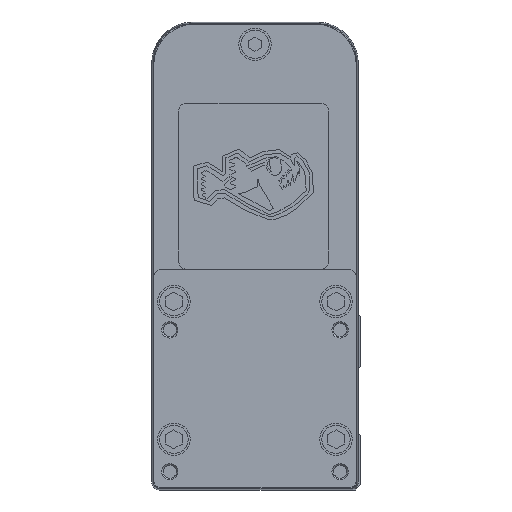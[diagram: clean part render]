
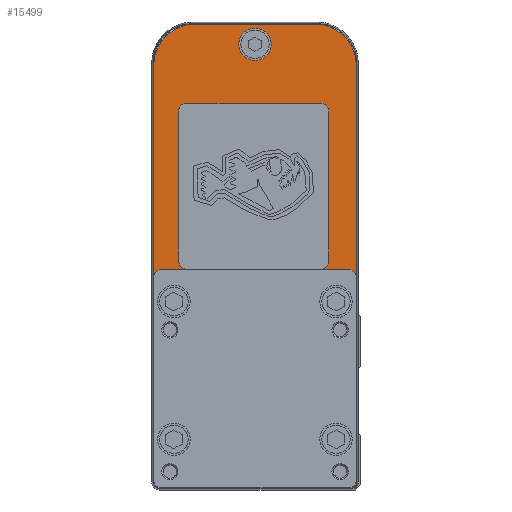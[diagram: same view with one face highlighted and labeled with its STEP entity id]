
A CAD part, left-side view. The second image highlights one B-rep face of the part: STEP entity #15499.
In plain terms, the highlighted planar face has unit normal (-1, 0, 0).
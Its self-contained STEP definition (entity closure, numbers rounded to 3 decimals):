
#444 = LINE ( 'NONE', #12046, #10164 ) ;
#466 = DIRECTION ( 'NONE',  ( 0., 0., -1. ) ) ;
#640 = CIRCLE ( 'NONE', #24989, 4. ) ;
#652 = ORIENTED_EDGE ( 'NONE', *, *, #11662, .F. ) ;
#1081 = AXIS2_PLACEMENT_3D ( 'NONE', #5581, #11641, #21981 ) ;
#1167 = AXIS2_PLACEMENT_3D ( 'NONE', #18471, #9750, #466 ) ;
#1399 = ORIENTED_EDGE ( 'NONE', *, *, #11012, .F. ) ;
#3122 = CARTESIAN_POINT ( 'NONE',  ( -45., -64.5, 0. ) ) ;
#3131 = CARTESIAN_POINT ( 'NONE',  ( -45., -9., -23. ) ) ;
#3504 = CARTESIAN_POINT ( 'NONE',  ( -45., -64.5, 4. ) ) ;
#3669 = LINE ( 'NONE', #13433, #6445 ) ;
#3883 = ORIENTED_EDGE ( 'NONE', *, *, #11162, .F. ) ;
#3903 = CARTESIAN_POINT ( 'NONE',  ( -45., -9., -23. ) ) ;
#4300 = EDGE_LOOP ( 'NONE', ( #8966, #652 ) ) ;
#4308 = EDGE_LOOP ( 'NONE', ( #16153, #22367, #25237, #22860, #1399, #6660, #17859, #3883 ) ) ;
#4644 = VERTEX_POINT ( 'NONE', #13490 ) ;
#4894 = VERTEX_POINT ( 'NONE', #3131 ) ;
#5581 = CARTESIAN_POINT ( 'NONE',  ( -45., -7., 23. ) ) ;
#5655 = CARTESIAN_POINT ( 'NONE',  ( -45., -7., 25. ) ) ;
#5721 = CIRCLE ( 'NONE', #1081, 2. ) ;
#5895 = LINE ( 'NONE', #3903, #24239 ) ;
#5915 = CARTESIAN_POINT ( 'NONE',  ( -45., -59.25, -25. ) ) ;
#6327 = EDGE_CURVE ( 'NONE', #4894, #7279, #5895, .T. ) ;
#6338 = EDGE_CURVE ( 'NONE', #14809, #16915, #9986, .T. ) ;
#6410 = CARTESIAN_POINT ( 'NONE',  ( -45., -64.5, -4. ) ) ;
#6445 = VECTOR ( 'NONE', #19710, 1000. ) ;
#6477 = CARTESIAN_POINT ( 'NONE',  ( -45., -7., -25. ) ) ;
#6660 = ORIENTED_EDGE ( 'NONE', *, *, #20539, .F. ) ;
#7225 = CIRCLE ( 'NONE', #11447, 4. ) ;
#7279 = VERTEX_POINT ( 'NONE', #20491 ) ;
#7407 = CARTESIAN_POINT ( 'NONE',  ( -45., -7., 23. ) ) ;
#7769 = CARTESIAN_POINT ( 'NONE',  ( -45., -59.25, 14.75 ) ) ;
#8966 = ORIENTED_EDGE ( 'NONE', *, *, #9031, .F. ) ;
#9031 = EDGE_CURVE ( 'NONE', #20779, #13380, #640, .T. ) ;
#9512 = DIRECTION ( 'NONE',  ( 1., 0., 0. ) ) ;
#9750 = DIRECTION ( 'NONE',  ( 1., 0., 0. ) ) ;
#9815 = CARTESIAN_POINT ( 'NONE',  ( -45., -59.25, -14.75 ) ) ;
#9879 = DIRECTION ( 'NONE',  ( 1., 0., 0. ) ) ;
#9986 = LINE ( 'NONE', #24131, #13795 ) ;
#10164 = VECTOR ( 'NONE', #12177, 1000. ) ;
#10243 = VERTEX_POINT ( 'NONE', #5655 ) ;
#10454 = CARTESIAN_POINT ( 'NONE',  ( -45., -59.25, 25. ) ) ;
#11012 = EDGE_CURVE ( 'NONE', #4644, #14809, #18103, .T. ) ;
#11162 = EDGE_CURVE ( 'NONE', #10243, #16984, #444, .T. ) ;
#11447 = AXIS2_PLACEMENT_3D ( 'NONE', #3122, #25464, #15371 ) ;
#11641 = DIRECTION ( 'NONE',  ( 1., 0., 0. ) ) ;
#11662 = EDGE_CURVE ( 'NONE', #13380, #20779, #7225, .T. ) ;
#12046 = CARTESIAN_POINT ( 'NONE',  ( -45., -7., 25. ) ) ;
#12177 = DIRECTION ( 'NONE',  ( 0., -1., 0. ) ) ;
#13380 = VERTEX_POINT ( 'NONE', #3504 ) ;
#13433 = CARTESIAN_POINT ( 'NONE',  ( -45., -69.5, 14.75 ) ) ;
#13472 = FACE_BOUND ( 'NONE', #4300, .T. ) ;
#13490 = CARTESIAN_POINT ( 'NONE',  ( -45., -69.5, -14.75 ) ) ;
#13547 = DIRECTION ( 'NONE',  ( 0., 0., 1. ) ) ;
#13730 = FACE_OUTER_BOUND ( 'NONE', #4308, .T. ) ;
#13795 = VECTOR ( 'NONE', #22405, 1000. ) ;
#13910 = CARTESIAN_POINT ( 'NONE',  ( -45., -64.5, 0. ) ) ;
#14809 = VERTEX_POINT ( 'NONE', #5915 ) ;
#14903 = AXIS2_PLACEMENT_3D ( 'NONE', #7769, #9879, #15785 ) ;
#15371 = DIRECTION ( 'NONE',  ( 0., 0., -1. ) ) ;
#15428 = DIRECTION ( 'NONE',  ( 0., 1., 0. ) ) ;
#15435 = AXIS2_PLACEMENT_3D ( 'NONE', #7407, #9512, #15428 ) ;
#15499 = ADVANCED_FACE ( 'NONE', ( #13730, #13472 ), #25379, .F. ) ;
#15785 = DIRECTION ( 'NONE',  ( 0., 0., -1. ) ) ;
#16153 = ORIENTED_EDGE ( 'NONE', *, *, #23999, .T. ) ;
#16915 = VERTEX_POINT ( 'NONE', #6477 ) ;
#16984 = VERTEX_POINT ( 'NONE', #10454 ) ;
#17859 = ORIENTED_EDGE ( 'NONE', *, *, #21578, .F. ) ;
#18103 = CIRCLE ( 'NONE', #23964, 10.25 ) ;
#18471 = CARTESIAN_POINT ( 'NONE',  ( -45., -7., -23. ) ) ;
#19519 = CIRCLE ( 'NONE', #14903, 10.25 ) ;
#19710 = DIRECTION ( 'NONE',  ( 0., 0., -1. ) ) ;
#19780 = DIRECTION ( 'NONE',  ( 1., 0., 0. ) ) ;
#19798 = DIRECTION ( 'NONE',  ( 0., 0., -1. ) ) ;
#19906 = DIRECTION ( 'NONE',  ( 0., 0., -1. ) ) ;
#20491 = CARTESIAN_POINT ( 'NONE',  ( -45., -9., 23. ) ) ;
#20539 = EDGE_CURVE ( 'NONE', #20908, #4644, #3669, .T. ) ;
#20779 = VERTEX_POINT ( 'NONE', #6410 ) ;
#20879 = CIRCLE ( 'NONE', #1167, 2. ) ;
#20908 = VERTEX_POINT ( 'NONE', #23210 ) ;
#21578 = EDGE_CURVE ( 'NONE', #16984, #20908, #19519, .T. ) ;
#21981 = DIRECTION ( 'NONE',  ( 0., 0., -1. ) ) ;
#22367 = ORIENTED_EDGE ( 'NONE', *, *, #6327, .F. ) ;
#22405 = DIRECTION ( 'NONE',  ( 0., 1., 0. ) ) ;
#22860 = ORIENTED_EDGE ( 'NONE', *, *, #6338, .F. ) ;
#23210 = CARTESIAN_POINT ( 'NONE',  ( -45., -69.5, 14.75 ) ) ;
#23736 = DIRECTION ( 'NONE',  ( -1., 0., 0. ) ) ;
#23964 = AXIS2_PLACEMENT_3D ( 'NONE', #9815, #19780, #19906 ) ;
#23999 = EDGE_CURVE ( 'NONE', #10243, #7279, #5721, .T. ) ;
#24131 = CARTESIAN_POINT ( 'NONE',  ( -45., -59.25, -25. ) ) ;
#24239 = VECTOR ( 'NONE', #13547, 1000. ) ;
#24989 = AXIS2_PLACEMENT_3D ( 'NONE', #13910, #23736, #19798 ) ;
#25237 = ORIENTED_EDGE ( 'NONE', *, *, #25745, .T. ) ;
#25379 = PLANE ( 'NONE',  #15435 ) ;
#25464 = DIRECTION ( 'NONE',  ( -1., 0., 0. ) ) ;
#25745 = EDGE_CURVE ( 'NONE', #4894, #16915, #20879, .T. ) ;
